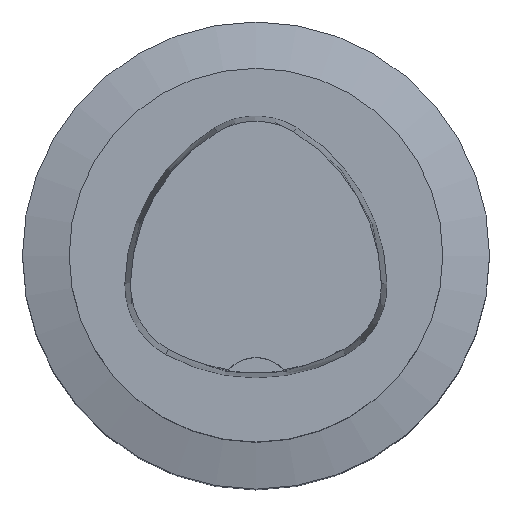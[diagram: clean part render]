
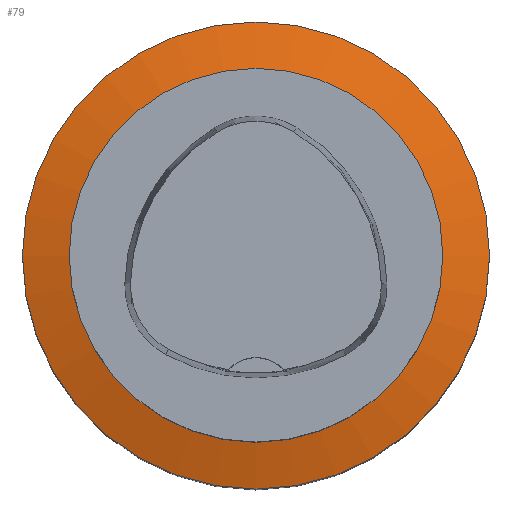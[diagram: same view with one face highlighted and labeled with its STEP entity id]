
A CAD part, top view. The second image highlights one B-rep face of the part: STEP entity #79.
In plain terms, the highlighted conical face has half-angle 75 degrees and reference radius 25 mm.
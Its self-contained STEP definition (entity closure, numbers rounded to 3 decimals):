
#53=CONICAL_SURFACE('',#281,25.0,75.);
#68=FACE_BOUND('',#115,.T.);
#69=FACE_BOUND('',#116,.T.);
#79=ADVANCED_FACE('',(#68,#69),#53,.T.);
#115=EDGE_LOOP('',(#139));
#116=EDGE_LOOP('',(#140));
#139=ORIENTED_EDGE('',*,*,#220,.F.);
#140=ORIENTED_EDGE('',*,*,#219,.T.);
#196=VERTEX_POINT('',#412);
#197=VERTEX_POINT('',#415);
#219=EDGE_CURVE('',#196,#196,#250,.T.);
#220=EDGE_CURVE('',#197,#197,#251,.T.);
#250=CIRCLE('',#278,25.0);
#251=CIRCLE('',#280,20.0);
#278=AXIS2_PLACEMENT_3D('',#411,#328,#329);
#280=AXIS2_PLACEMENT_3D('',#414,#332,#333);
#281=AXIS2_PLACEMENT_3D('',#416,#334,#335);
#328=DIRECTION('',(0.0,0.0,1.0));
#329=DIRECTION('',(1.0,0.0,0.0));
#332=DIRECTION('',(0.0,0.0,1.0));
#333=DIRECTION('',(1.0,0.0,0.0));
#334=DIRECTION('',(0.0,0.0,-1.0));
#335=DIRECTION('',(-1.0,0.0,0.0));
#411=CARTESIAN_POINT('',(0.0,0.0,-21.34));
#412=CARTESIAN_POINT('',(25.0,0.0,-21.34));
#414=CARTESIAN_POINT('',(0.0,0.0,-20.0));
#415=CARTESIAN_POINT('',(20.0,0.0,-20.0));
#416=CARTESIAN_POINT('',(0.0,0.0,-21.34));
